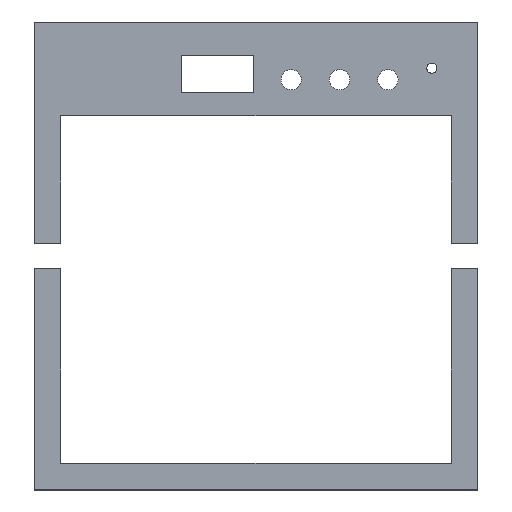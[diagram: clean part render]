
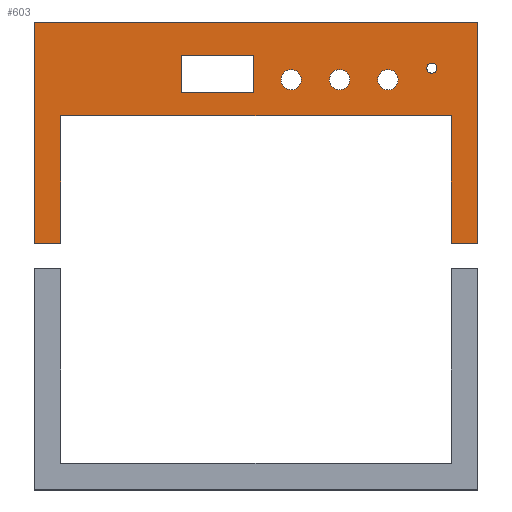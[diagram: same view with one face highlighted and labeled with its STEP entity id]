
A CAD part, top view. The second image highlights one B-rep face of the part: STEP entity #603.
In plain terms, the highlighted planar face has unit normal (0, 0, 1).
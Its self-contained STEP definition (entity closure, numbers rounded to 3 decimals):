
#20=FACE_BOUND('',#99,.T.);
#21=FACE_BOUND('',#100,.T.);
#22=FACE_BOUND('',#101,.T.);
#23=FACE_BOUND('',#102,.T.);
#24=FACE_BOUND('',#103,.T.);
#33=CIRCLE('',#653,4.);
#34=CIRCLE('',#654,2.);
#35=CIRCLE('',#655,4.);
#36=CIRCLE('',#656,4.);
#64=FACE_OUTER_BOUND('',#98,.T.);
#98=EDGE_LOOP('',(#461,#462,#463,#464,#465,#466,#467,#468));
#99=EDGE_LOOP('',(#469));
#100=EDGE_LOOP('',(#470,#471,#472,#473));
#101=EDGE_LOOP('',(#474));
#102=EDGE_LOOP('',(#475));
#103=EDGE_LOOP('',(#476));
#157=LINE('',#908,#224);
#163=LINE('',#920,#230);
#164=LINE('',#923,#231);
#167=LINE('',#929,#234);
#168=LINE('',#931,#235);
#169=LINE('',#932,#236);
#170=LINE('',#934,#237);
#171=LINE('',#935,#238);
#172=LINE('',#940,#239);
#173=LINE('',#942,#240);
#174=LINE('',#944,#241);
#175=LINE('',#945,#242);
#224=VECTOR('',#736,10.);
#230=VECTOR('',#744,10.);
#231=VECTOR('',#747,10.);
#234=VECTOR('',#752,10.);
#235=VECTOR('',#753,10.);
#236=VECTOR('',#754,10.);
#237=VECTOR('',#755,10.);
#238=VECTOR('',#756,10.);
#239=VECTOR('',#759,10.);
#240=VECTOR('',#760,10.);
#241=VECTOR('',#761,10.);
#242=VECTOR('',#762,10.);
#282=VERTEX_POINT('',#904);
#284=VERTEX_POINT('',#907);
#287=VERTEX_POINT('',#914);
#289=VERTEX_POINT('',#918);
#290=VERTEX_POINT('',#922);
#292=VERTEX_POINT('',#928);
#293=VERTEX_POINT('',#930);
#294=VERTEX_POINT('',#933);
#295=VERTEX_POINT('',#936);
#296=VERTEX_POINT('',#938);
#297=VERTEX_POINT('',#939);
#298=VERTEX_POINT('',#941);
#299=VERTEX_POINT('',#943);
#300=VERTEX_POINT('',#946);
#301=VERTEX_POINT('',#948);
#302=VERTEX_POINT('',#950);
#345=EDGE_CURVE('',#284,#282,#157,.T.);
#351=EDGE_CURVE('',#287,#289,#163,.T.);
#352=EDGE_CURVE('',#290,#284,#164,.T.);
#355=EDGE_CURVE('',#282,#292,#167,.T.);
#356=EDGE_CURVE('',#292,#293,#168,.T.);
#357=EDGE_CURVE('',#293,#287,#169,.T.);
#358=EDGE_CURVE('',#289,#294,#170,.T.);
#359=EDGE_CURVE('',#294,#290,#171,.T.);
#360=EDGE_CURVE('',#295,#295,#33,.T.);
#361=EDGE_CURVE('',#296,#297,#172,.T.);
#362=EDGE_CURVE('',#297,#298,#173,.T.);
#363=EDGE_CURVE('',#298,#299,#174,.T.);
#364=EDGE_CURVE('',#299,#296,#175,.T.);
#365=EDGE_CURVE('',#300,#300,#34,.T.);
#366=EDGE_CURVE('',#301,#301,#35,.T.);
#367=EDGE_CURVE('',#302,#302,#36,.T.);
#461=ORIENTED_EDGE('',*,*,#345,.T.);
#462=ORIENTED_EDGE('',*,*,#355,.T.);
#463=ORIENTED_EDGE('',*,*,#356,.T.);
#464=ORIENTED_EDGE('',*,*,#357,.T.);
#465=ORIENTED_EDGE('',*,*,#351,.T.);
#466=ORIENTED_EDGE('',*,*,#358,.T.);
#467=ORIENTED_EDGE('',*,*,#359,.T.);
#468=ORIENTED_EDGE('',*,*,#352,.T.);
#469=ORIENTED_EDGE('',*,*,#360,.T.);
#470=ORIENTED_EDGE('',*,*,#361,.T.);
#471=ORIENTED_EDGE('',*,*,#362,.T.);
#472=ORIENTED_EDGE('',*,*,#363,.T.);
#473=ORIENTED_EDGE('',*,*,#364,.T.);
#474=ORIENTED_EDGE('',*,*,#365,.T.);
#475=ORIENTED_EDGE('',*,*,#366,.T.);
#476=ORIENTED_EDGE('',*,*,#367,.T.);
#576=PLANE('',#652);
#603=ADVANCED_FACE('',(#64,#20,#21,#22,#23,#24),#576,.T.);
#652=AXIS2_PLACEMENT_3D('',#927,#750,#751);
#653=AXIS2_PLACEMENT_3D('',#937,#757,#758);
#654=AXIS2_PLACEMENT_3D('',#947,#763,#764);
#655=AXIS2_PLACEMENT_3D('',#949,#765,#766);
#656=AXIS2_PLACEMENT_3D('',#951,#767,#768);
#736=DIRECTION('',(1.,0.,0.));
#744=DIRECTION('',(1.,0.,0.));
#747=DIRECTION('',(0.,-1.,0.));
#750=DIRECTION('center_axis',(0.,0.,1.));
#751=DIRECTION('ref_axis',(1.,0.,0.));
#752=DIRECTION('',(0.,1.,0.));
#753=DIRECTION('',(-1.,0.,0.));
#754=DIRECTION('',(0.,-1.,0.));
#755=DIRECTION('',(0.,1.,0.));
#756=DIRECTION('',(1.,0.,0.));
#757=DIRECTION('center_axis',(0.,0.,-1.));
#758=DIRECTION('ref_axis',(1.,0.,0.));
#759=DIRECTION('',(0.,-1.,0.));
#760=DIRECTION('',(-1.,0.,0.));
#761=DIRECTION('',(0.,1.,0.));
#762=DIRECTION('',(1.,0.,0.));
#763=DIRECTION('center_axis',(0.,0.,-1.));
#764=DIRECTION('ref_axis',(1.,0.,0.));
#765=DIRECTION('center_axis',(0.,0.,-1.));
#766=DIRECTION('ref_axis',(1.,0.,0.));
#767=DIRECTION('center_axis',(0.,0.,-1.));
#768=DIRECTION('ref_axis',(1.,0.,0.));
#904=CARTESIAN_POINT('',(190.577,91.678,8.));
#907=CARTESIAN_POINT('',(180.077,91.678,8.));
#908=CARTESIAN_POINT('',(103.202,91.678,8.));
#914=CARTESIAN_POINT('',(15.827,91.678,8.));
#918=CARTESIAN_POINT('',(26.327,91.678,8.));
#920=CARTESIAN_POINT('',(103.202,91.678,8.));
#922=CARTESIAN_POINT('',(180.077,141.907,8.));
#923=CARTESIAN_POINT('',(180.077,15.057,8.));
#927=CARTESIAN_POINT('Origin',(103.202,91.678,8.));
#928=CARTESIAN_POINT('',(190.577,178.799,8.));
#929=CARTESIAN_POINT('',(190.577,4.557,8.));
#930=CARTESIAN_POINT('',(15.827,178.799,8.));
#931=CARTESIAN_POINT('',(190.577,178.799,8.));
#932=CARTESIAN_POINT('',(15.827,178.799,8.));
#933=CARTESIAN_POINT('',(26.327,141.907,8.));
#934=CARTESIAN_POINT('',(26.327,141.907,8.));
#935=CARTESIAN_POINT('',(180.077,141.907,8.));
#936=CARTESIAN_POINT('',(113.052,156.067,8.));
#937=CARTESIAN_POINT('Origin',(117.052,156.067,8.));
#938=CARTESIAN_POINT('',(102.313,165.621,8.));
#939=CARTESIAN_POINT('',(102.313,151.009,8.));
#940=CARTESIAN_POINT('',(102.313,165.621,8.));
#941=CARTESIAN_POINT('',(73.869,151.009,8.));
#942=CARTESIAN_POINT('',(102.313,151.009,8.));
#943=CARTESIAN_POINT('',(73.869,165.621,8.));
#944=CARTESIAN_POINT('',(73.869,165.621,8.));
#945=CARTESIAN_POINT('',(102.313,165.621,8.));
#946=CARTESIAN_POINT('',(170.417,160.639,8.));
#947=CARTESIAN_POINT('Origin',(172.417,160.639,8.));
#948=CARTESIAN_POINT('',(132.102,156.067,8.));
#949=CARTESIAN_POINT('Origin',(136.102,156.067,8.));
#950=CARTESIAN_POINT('',(151.152,156.067,8.));
#951=CARTESIAN_POINT('Origin',(155.152,156.067,8.));
